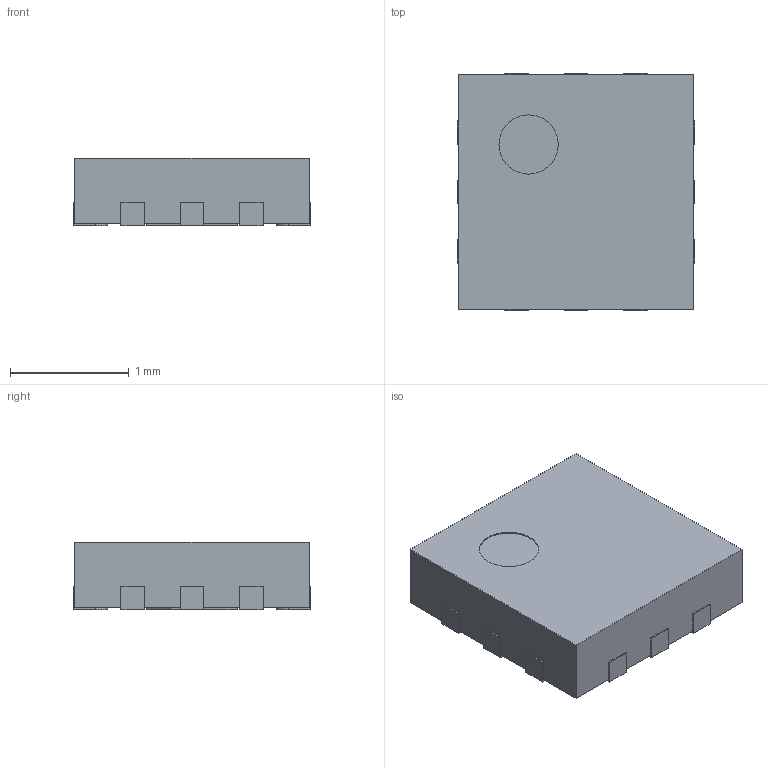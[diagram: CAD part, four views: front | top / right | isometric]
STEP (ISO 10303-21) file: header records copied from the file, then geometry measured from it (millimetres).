
FILE_DESCRIPTION(/* description */ ('model of QFN-12-1EP_2x2mm_Pitch0.5mm'),/* implementation_level */ '2;1');
FILE_NAME(/* name */ 'QFN-12-1EP_2x2mm_Pitch0.5mm.step',/* time_stamp */ '2018-12-27T19:45:08',/* author */ ('kicad StepUp','ksu'),/* organization */ ('FreeCAD'),/* preprocessor_version */ 'OCC',/* originating_system */ 'kicad StepUp',/* authorisation */ '');
FILE_SCHEMA(('AUTOMOTIVE_DESIGN { 1 0 10303 214 1 1 1 1 }'));
Length unit declared in the file: millimetre
Products named in the file (1): QFN_12_1EP_2x2mm_Pitch05mm
Bounding box: 2 x 2 x 0.57 mm (x, y, z)
Volume: 2.2 mm3; surface area: 12.6 mm2
Topology: 1 solids, 1 shells, 86 faces, 246 edges, 164 vertices
Faces by surface type: plane 73, cylinder 13
Full cylindrical faces by diameter (mm): 0.5 x1
Entity records: 6564 total; most frequent: CARTESIAN_POINT 1132, DIRECTION 860, LINE 621, VECTOR 621, ORIENTED_EDGE 492, PCURVE 492, DEFINITIONAL_REPRESENTATION 492, EDGE_CURVE 246
